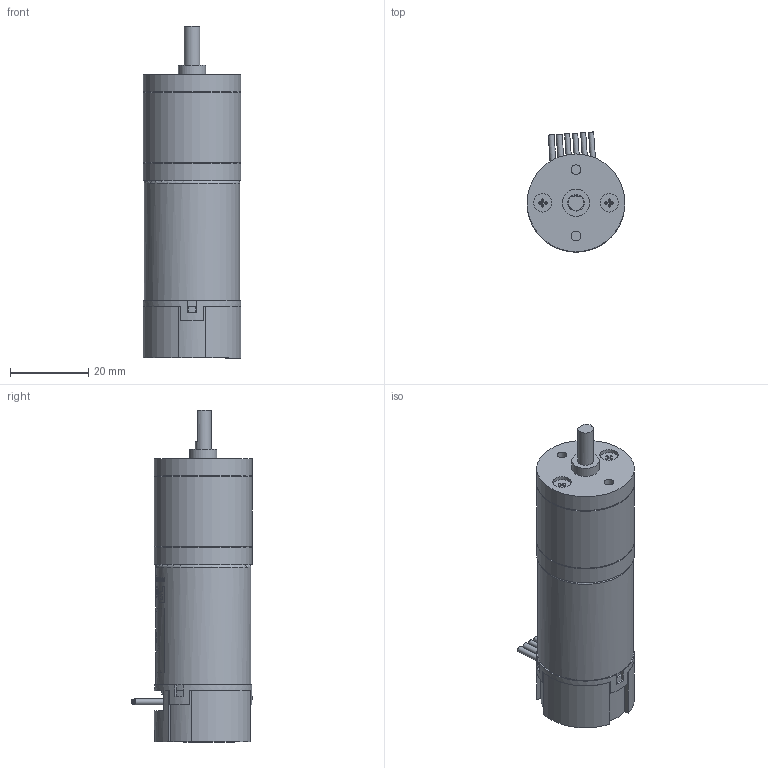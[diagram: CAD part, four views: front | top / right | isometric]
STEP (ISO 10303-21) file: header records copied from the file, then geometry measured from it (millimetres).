
FILE_DESCRIPTION (( 'STEP AP214' ), '1' );
FILE_NAME ('25d-metal-gearmotor-378-499-encoder.step', '2019-02-09T02:15:44', ( '' ), ( '' ), 'SwSTEP 2.0', 'SolidWorks 2016', '' );
FILE_SCHEMA (( 'AUTOMOTIVE_DESIGN' ));
Length unit declared in the file: millimetre
Products named in the file (1): 25d-metal-gearmotor-378-499-encoder
Bounding box: 25 x 30.75 x 84.95 mm (x, y, z)
Volume: 31088 mm3; surface area: 11332.8 mm2
Topology: 2 solids, 3 shells, 550 faces, 1421 edges, 919 vertices
Faces by surface type: plane 335, bspline 123, cylinder 86, cone 5, torus 1
Full cylindrical faces by diameter (mm): 1.3 x4, 1.5 x2, 1.9 x2, 2.5 x2, 3 x2, 4 x1, 4.2 x1, 4.7 x2, 5 x2, 6.4 x2, 7 x1, 8 x1, 10 x1, 14 x1, 23.4 x1, 24.4 x1, 25 x4
Entity records: 32375 total; most frequent: CARTESIAN_POINT 14015, ORIENTED_EDGE 2748, DIRECTION 2098, EDGE_CURVE 1374, VERTEX_POINT 908, AXIS2_PLACEMENT_3D 707, LINE 684, VECTOR 684
